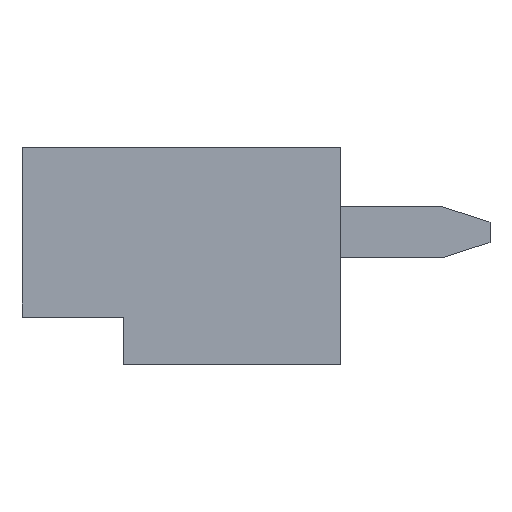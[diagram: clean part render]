
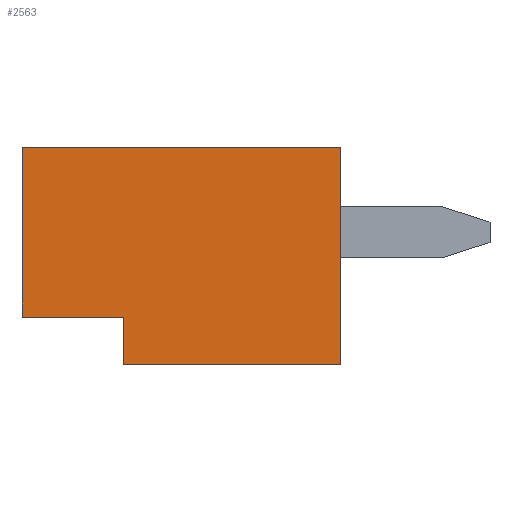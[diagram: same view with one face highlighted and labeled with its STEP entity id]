
A CAD part, left-side view. The second image highlights one B-rep face of the part: STEP entity #2563.
In plain terms, the highlighted planar face has unit normal (-1, 0, 0).
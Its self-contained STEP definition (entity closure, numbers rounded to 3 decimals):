
#169=FACE_OUTER_BOUND('',#307,.T.);
#307=EDGE_LOOP('',(#2263,#2264,#2265,#2266,#2267,#2268));
#535=LINE('',#3798,#887);
#555=LINE('',#3837,#907);
#560=LINE('',#3849,#912);
#565=LINE('',#3859,#917);
#584=LINE('',#3896,#936);
#591=LINE('',#3909,#943);
#887=VECTOR('',#3123,10.);
#907=VECTOR('',#3145,10.);
#912=VECTOR('',#3152,10.);
#917=VECTOR('',#3159,10.);
#936=VECTOR('',#3186,10.);
#943=VECTOR('',#3195,10.);
#1155=VERTEX_POINT('',#3795);
#1156=VERTEX_POINT('',#3797);
#1174=VERTEX_POINT('',#3835);
#1179=VERTEX_POINT('',#3846);
#1180=VERTEX_POINT('',#3848);
#1184=VERTEX_POINT('',#3858);
#1463=EDGE_CURVE('',#1156,#1155,#535,.T.);
#1483=EDGE_CURVE('',#1155,#1174,#555,.T.);
#1488=EDGE_CURVE('',#1180,#1179,#560,.T.);
#1493=EDGE_CURVE('',#1184,#1180,#565,.T.);
#1512=EDGE_CURVE('',#1184,#1174,#584,.T.);
#1519=EDGE_CURVE('',#1156,#1179,#591,.T.);
#2263=ORIENTED_EDGE('',*,*,#1488,.T.);
#2264=ORIENTED_EDGE('',*,*,#1519,.F.);
#2265=ORIENTED_EDGE('',*,*,#1463,.T.);
#2266=ORIENTED_EDGE('',*,*,#1483,.T.);
#2267=ORIENTED_EDGE('',*,*,#1512,.F.);
#2268=ORIENTED_EDGE('',*,*,#1493,.T.);
#2429=PLANE('',#2716);
#2563=ADVANCED_FACE('',(#169),#2429,.T.);
#2716=AXIS2_PLACEMENT_3D('',#4055,#3339,#3340);
#3123=DIRECTION('',(0.,0.,1.));
#3145=DIRECTION('',(0.,1.,0.));
#3152=DIRECTION('',(0.,0.,-1.));
#3159=DIRECTION('',(0.,-1.,0.));
#3186=DIRECTION('',(0.,0.,1.));
#3195=DIRECTION('',(0.,1.,0.));
#3339=DIRECTION('center_axis',(-1.,0.,0.));
#3340=DIRECTION('ref_axis',(0.,0.,1.));
#3795=CARTESIAN_POINT('',(0.,0.,0.));
#3797=CARTESIAN_POINT('',(0.,0.,-3.2));
#3798=CARTESIAN_POINT('',(0.,0.,-3.2));
#3835=CARTESIAN_POINT('',(0.,4.7,0.));
#3837=CARTESIAN_POINT('',(0.,0.,0.));
#3846=CARTESIAN_POINT('',(0.,3.2,-3.2));
#3848=CARTESIAN_POINT('',(0.,3.2,-2.5));
#3849=CARTESIAN_POINT('',(0.,3.2,-2.85));
#3858=CARTESIAN_POINT('',(0.,4.7,-2.5));
#3859=CARTESIAN_POINT('',(0.,2.35,-2.5));
#3896=CARTESIAN_POINT('',(0.,4.7,-3.2));
#3909=CARTESIAN_POINT('',(0.,0.,-3.2));
#4055=CARTESIAN_POINT('Origin',(0.,0.,-3.2));
